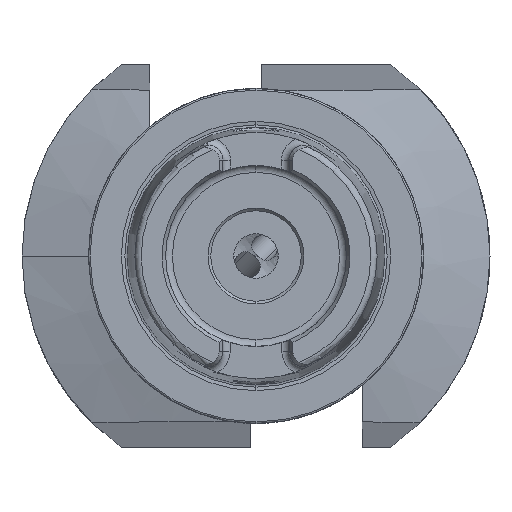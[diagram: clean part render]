
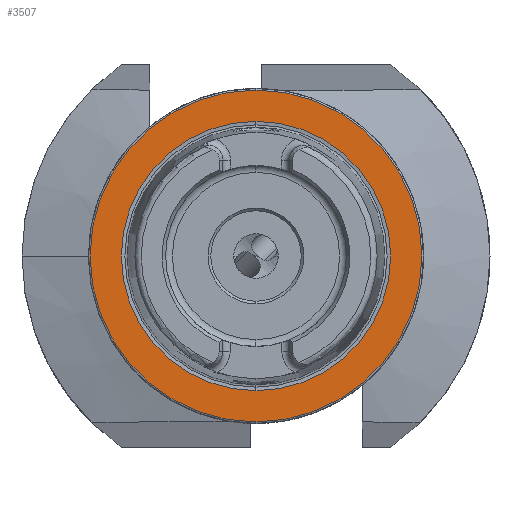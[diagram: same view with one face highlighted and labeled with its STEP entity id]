
A CAD part, left-side view. The second image highlights one B-rep face of the part: STEP entity #3507.
In plain terms, the highlighted planar face has unit normal (-1, 0, 0).
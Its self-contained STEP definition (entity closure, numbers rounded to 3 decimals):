
#974 = EDGE_CURVE ( 'NONE', #10002, #10263, #8030, .T. ) ;
#997 = ORIENTED_EDGE ( 'NONE', *, *, #8568, .T. ) ;
#1054 = FACE_BOUND ( 'NONE', #1208, .T. ) ;
#1208 = EDGE_LOOP ( 'NONE', ( #1641, #4299 ) ) ;
#1418 = AXIS2_PLACEMENT_3D ( 'NONE', #3739, #5366, #8913 ) ;
#1641 = ORIENTED_EDGE ( 'NONE', *, *, #974, .F. ) ;
#1650 = CARTESIAN_POINT ( 'NONE',  ( 0., 0., 0. ) ) ;
#1673 = ORIENTED_EDGE ( 'NONE', *, *, #3978, .T. ) ;
#2137 = CARTESIAN_POINT ( 'NONE',  ( 0., 0., 25.324 ) ) ;
#2398 = AXIS2_PLACEMENT_3D ( 'NONE', #1650, #6073, #7064 ) ;
#2499 = CARTESIAN_POINT ( 'NONE',  ( 0., 0., 31.2 ) ) ;
#2733 = FACE_OUTER_BOUND ( 'NONE', #5992, .T. ) ;
#2763 = CIRCLE ( 'NONE', #2398, 31.2 ) ;
#3157 = CARTESIAN_POINT ( 'NONE',  ( 0., 0., -25.324 ) ) ;
#3408 = VERTEX_POINT ( 'NONE', #2499 ) ;
#3507 = ADVANCED_FACE ( 'NONE', ( #1054, #2733 ), #9845, .F. ) ;
#3739 = CARTESIAN_POINT ( 'NONE',  ( 0., 31.2, 0. ) ) ;
#3963 = CARTESIAN_POINT ( 'NONE',  ( 0., 0., -31.2 ) ) ;
#3978 = EDGE_CURVE ( 'NONE', #3408, #7499, #8121, .T. ) ;
#4019 = DIRECTION ( 'NONE',  ( -1., 0., 0. ) ) ;
#4169 = CARTESIAN_POINT ( 'NONE',  ( 0., 0., 0. ) ) ;
#4295 = CIRCLE ( 'NONE', #9293, 25.324 ) ;
#4299 = ORIENTED_EDGE ( 'NONE', *, *, #9367, .F. ) ;
#5366 = DIRECTION ( 'NONE',  ( 1., 0., 0. ) ) ;
#5623 = DIRECTION ( 'NONE',  ( -1., 0., 0. ) ) ;
#5992 = EDGE_LOOP ( 'NONE', ( #1673, #997 ) ) ;
#6073 = DIRECTION ( 'NONE',  ( -1., 0., 0. ) ) ;
#6160 = AXIS2_PLACEMENT_3D ( 'NONE', #11063, #4019, #8203 ) ;
#6647 = DIRECTION ( 'NONE',  ( -1., 0., 0. ) ) ;
#7064 = DIRECTION ( 'NONE',  ( 0., 0., 1. ) ) ;
#7499 = VERTEX_POINT ( 'NONE', #3963 ) ;
#7751 = AXIS2_PLACEMENT_3D ( 'NONE', #9691, #5623, #10912 ) ;
#8030 = CIRCLE ( 'NONE', #6160, 25.324 ) ;
#8121 = CIRCLE ( 'NONE', #7751, 31.2 ) ;
#8203 = DIRECTION ( 'NONE',  ( 0., 0., 1. ) ) ;
#8568 = EDGE_CURVE ( 'NONE', #7499, #3408, #2763, .T. ) ;
#8913 = DIRECTION ( 'NONE',  ( 0., 0., -1. ) ) ;
#9293 = AXIS2_PLACEMENT_3D ( 'NONE', #4169, #6647, #10273 ) ;
#9367 = EDGE_CURVE ( 'NONE', #10263, #10002, #4295, .T. ) ;
#9691 = CARTESIAN_POINT ( 'NONE',  ( 0., 0., 0. ) ) ;
#9845 = PLANE ( 'NONE',  #1418 ) ;
#10002 = VERTEX_POINT ( 'NONE', #2137 ) ;
#10263 = VERTEX_POINT ( 'NONE', #3157 ) ;
#10273 = DIRECTION ( 'NONE',  ( 0., 0., 1. ) ) ;
#10912 = DIRECTION ( 'NONE',  ( 0., 0., 1. ) ) ;
#11063 = CARTESIAN_POINT ( 'NONE',  ( 0., 0., 0. ) ) ;
